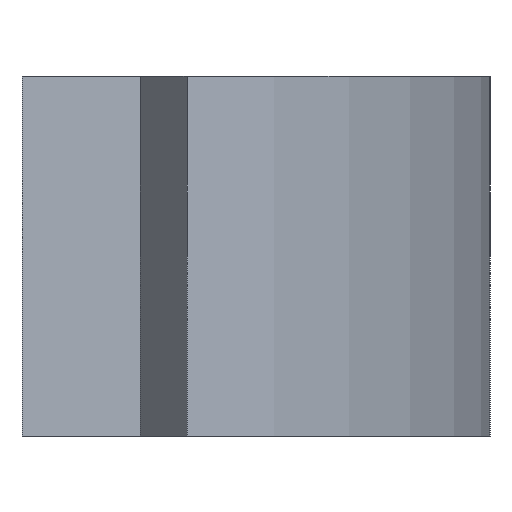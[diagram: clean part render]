
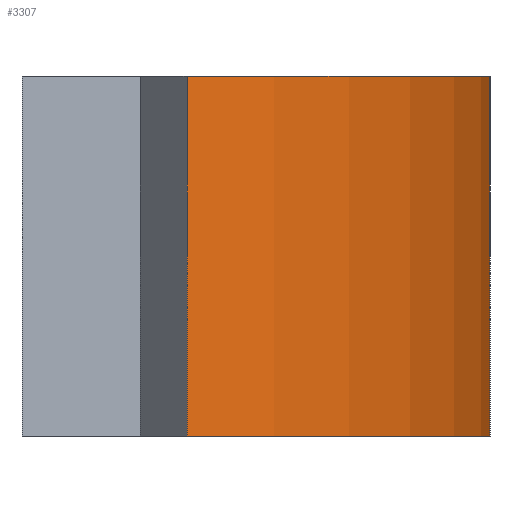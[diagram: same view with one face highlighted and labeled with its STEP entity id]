
A CAD part, left-side view. The second image highlights one B-rep face of the part: STEP entity #3307.
In plain terms, the highlighted cylindrical face has radius 23 mm (diameter 46 mm), a partial arc.
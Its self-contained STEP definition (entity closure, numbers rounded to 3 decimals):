
#32=CYLINDRICAL_SURFACE('',#3520,23.);
#247=FACE_OUTER_BOUND('',#469,.T.);
#469=EDGE_LOOP('',(#2993,#2994,#2995,#2996));
#477=CIRCLE('',#3339,23.);
#495=CIRCLE('',#3358,23.);
#918=LINE('',#5152,#1338);
#926=LINE('',#5227,#1346);
#1338=VECTOR('',#4159,10.);
#1346=VECTOR('',#4301,23.);
#1360=VERTEX_POINT('',#4345);
#1361=VERTEX_POINT('',#4347);
#1512=VERTEX_POINT('',#4650);
#1513=VERTEX_POINT('',#4652);
#1664=EDGE_CURVE('',#1361,#1360,#477,.T.);
#1816=EDGE_CURVE('',#1513,#1512,#495,.T.);
#2098=EDGE_CURVE('',#1360,#1513,#918,.T.);
#2106=EDGE_CURVE('',#1512,#1361,#926,.T.);
#2993=ORIENTED_EDGE('',*,*,#1816,.T.);
#2994=ORIENTED_EDGE('',*,*,#2106,.T.);
#2995=ORIENTED_EDGE('',*,*,#1664,.T.);
#2996=ORIENTED_EDGE('',*,*,#2098,.T.);
#3307=ADVANCED_FACE('',(#247),#32,.T.);
#3339=AXIS2_PLACEMENT_3D('',#4348,#3539,#3540);
#3358=AXIS2_PLACEMENT_3D('',#4653,#3711,#3712);
#3520=AXIS2_PLACEMENT_3D('',#5232,#4309,#4310);
#3539=DIRECTION('center_axis',(0.,0.,-1.));
#3540=DIRECTION('ref_axis',(-0.828,-0.561,0.));
#3711=DIRECTION('center_axis',(0.,0.,1.));
#3712=DIRECTION('ref_axis',(-0.828,-0.561,0.));
#4159=DIRECTION('',(0.,0.,-1.));
#4301=DIRECTION('',(0.,0.,1.));
#4309=DIRECTION('center_axis',(0.,0.,1.));
#4310=DIRECTION('ref_axis',(-0.828,-0.561,0.));
#4345=CARTESIAN_POINT('',(0.,-5.502,12.));
#4347=CARTESIAN_POINT('',(19.04,-15.6,12.));
#4348=CARTESIAN_POINT('Origin',(19.04,7.4,12.));
#4650=CARTESIAN_POINT('',(19.04,-15.6,0.));
#4652=CARTESIAN_POINT('',(0.,-5.502,0.));
#4653=CARTESIAN_POINT('Origin',(19.04,7.4,0.));
#5152=CARTESIAN_POINT('',(0.,-5.502,0.));
#5227=CARTESIAN_POINT('',(19.04,-15.6,0.));
#5232=CARTESIAN_POINT('Origin',(19.04,7.4,0.));
